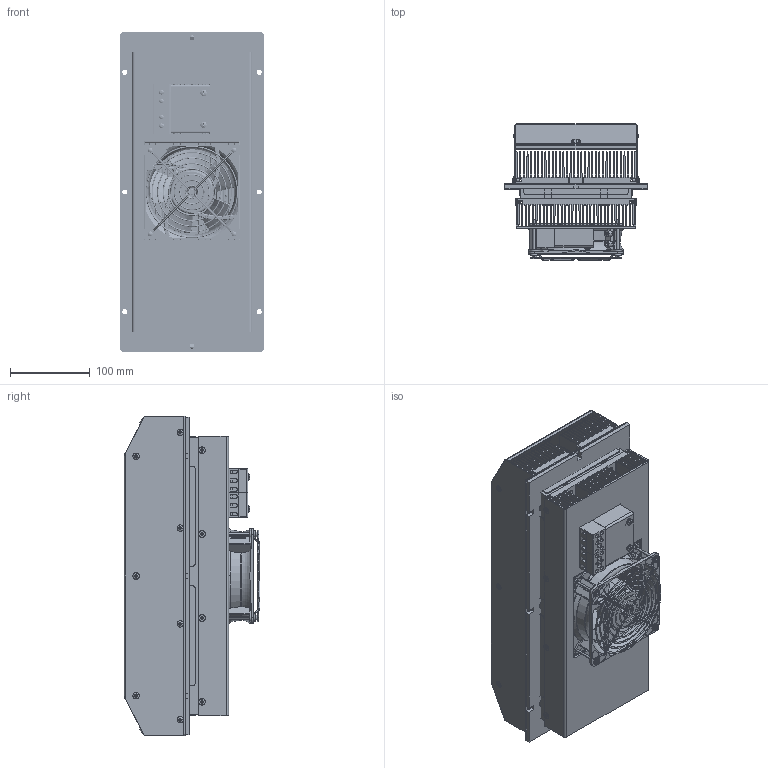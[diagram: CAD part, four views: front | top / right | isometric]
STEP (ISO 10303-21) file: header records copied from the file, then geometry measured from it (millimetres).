
FILE_DESCRIPTION((''),'2;1');
FILE_NAME('TG3200_COMPLETE_ASM_1_ASM','2021-01-29T10:17:19',('alexcam'),(''),'CREO PARAMETRIC BY PTC INC, 2018500','CREO PARAMETRIC BY PTC INC, 2018500','');
FILE_SCHEMA(('CONFIG_CONTROL_DESIGN'));
Products named in the file (29): TG3200_HEAT_SINK_AMBIENT_AF84_1; TG3200_AMBIENT_BASE_1; TG3200_AMBIENT_INSULATION_1; TG3200_HEAT_SINK_INTERNAL_1; TG3200_MAIN_INSULATION_1_1; TG3200_MAIN_INSULATION_1_2; TG3200_MAIN_INSULATION_1_3; TG3200_MAIN_INSULATION_1_4; TG3200_MAIN_INSULATION_1_ASM; 4114NXHHU_HOUSING_1; 4114NXHHU_IMPELLER_1; 4114NXHHU_ASM_1_ASM; FINGER_GUARD_119X119_AXIAL_FAN_; WASHER_FLAT_A3_2_DIN125_1; SCREW_DIM_7985-M3X45_STEEL_A2_1; TG3200_AMB_COVER_1; POPRIVET_4X8_A2_A2_PULLED_1; M4_BLANKING_CAP_1; SCREW_DIN_7985-M4X6_Z_TORX_1; TG3200_AMB_COVER_ASM_1_ASM; TG3200_INTERNAL_DEFLECTOR_1; PHOENIX_3POLE_CNCTR_1; TG3200_POWER_LABEL_1; SCREW_DIN_965-M4X6-4_8_1; SCREW_DIM_7985-M3X18_STEEL_A2_1; TG3200_WIRE_COVER_1; SCREW_DIN_7985-M4X6_Z_PL_1; TG3200_INTERNAL_DEFLECTOR_ASM_1_ASM; TG3200_COMPLETE_ASM_1_ASM
Assembly tree (59 placements, depth 3):
  TG3200_COMPLETE_ASM_1_ASM
    TG3200_HEAT_SINK_AMBIENT_AF84_1
    TG3200_AMBIENT_BASE_1
    TG3200_AMBIENT_INSULATION_1
    TG3200_HEAT_SINK_INTERNAL_1
    TG3200_MAIN_INSULATION_1_ASM
      TG3200_MAIN_INSULATION_1_1
      TG3200_MAIN_INSULATION_1_2
      TG3200_MAIN_INSULATION_1_3
      TG3200_MAIN_INSULATION_1_4
    4114NXHHU_ASM_1_ASM
      4114NXHHU_HOUSING_1
      4114NXHHU_IMPELLER_1
    FINGER_GUARD_119X119_AXIAL_FAN_
    WASHER_FLAT_A3_2_DIN125_1  x4
    SCREW_DIM_7985-M3X45_STEEL_A2_1  x4
    TG3200_AMB_COVER_ASM_1_ASM
      TG3200_AMB_COVER_1
      POPRIVET_4X8_A2_A2_PULLED_1  x6
      M4_BLANKING_CAP_1  x2
      SCREW_DIN_7985-M4X6_Z_TORX_1  x8
    TG3200_INTERNAL_DEFLECTOR_ASM_1_ASM
      TG3200_INTERNAL_DEFLECTOR_1
      PHOENIX_3POLE_CNCTR_1  x2
      TG3200_POWER_LABEL_1
      SCREW_DIN_965-M4X6-4_8_1  x8
      SCREW_DIM_7985-M3X18_STEEL_A2_1  x4
      TG3200_WIRE_COVER_1
      SCREW_DIN_7985-M4X6_Z_PL_1  x2
Bounding box: 180 x 170.28 x 400 mm (x, y, z)
Volume: 2949709.8 mm3; surface area: 2281187.7 mm2
Topology: 54 solids, 83 shells, 5431 faces, 15563 edges, 10317 vertices
Faces by surface type: plane 3137, cylinder 1443, torus 374, cone 288, bspline 149, sphere 40
Entity records: 156901 total; most frequent: CARTESIAN_POINT 38967, ORIENTED_EDGE 25368, DIRECTION 23349, EDGE_CURVE 12830, VERTEX_POINT 8601, VECTOR 8091, LINE 8091, AXIS2_PLACEMENT_3D 7629
